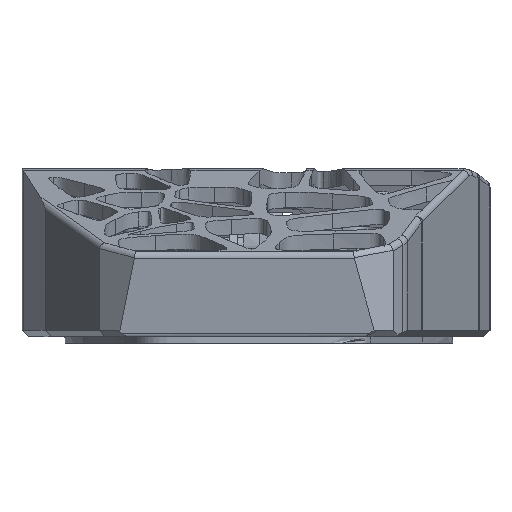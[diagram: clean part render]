
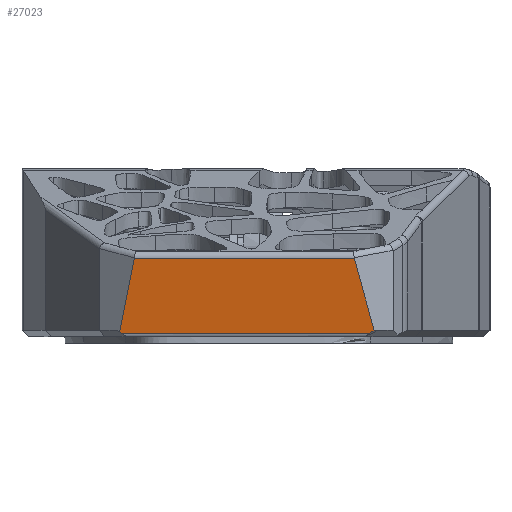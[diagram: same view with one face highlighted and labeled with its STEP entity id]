
A CAD part, front view. The second image highlights one B-rep face of the part: STEP entity #27023.
In plain terms, the highlighted planar face has unit normal (0, -0.985, -0.172).
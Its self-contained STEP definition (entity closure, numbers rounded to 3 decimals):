
#1775=PLANE('',#28704);
#4360=LINE('',#50623,#7196);
#4399=LINE('',#50743,#7235);
#4402=LINE('',#50748,#7238);
#4403=LINE('',#50751,#7239);
#4404=LINE('',#50753,#7240);
#4405=LINE('',#50754,#7241);
#7196=VECTOR('',#34174,10.);
#7235=VECTOR('',#34285,10.);
#7238=VECTOR('',#34290,10.);
#7239=VECTOR('',#34293,1.);
#7240=VECTOR('',#34294,10.);
#7241=VECTOR('',#34295,10.);
#9015=FACE_OUTER_BOUND('',#10576,.T.);
#10576=EDGE_LOOP('',(#24496,#24497,#24498,#24499,#24500,#24501));
#13515=VERTEX_POINT('',#50621);
#13516=VERTEX_POINT('',#50622);
#13538=VERTEX_POINT('',#50735);
#13541=VERTEX_POINT('',#50741);
#13543=VERTEX_POINT('',#50750);
#13544=VERTEX_POINT('',#50752);
#17239=EDGE_CURVE('',#13515,#13516,#4360,.T.);
#17292=EDGE_CURVE('',#13538,#13541,#4399,.T.);
#17295=EDGE_CURVE('',#13538,#13515,#4402,.T.);
#17296=EDGE_CURVE('',#13543,#13541,#4403,.T.);
#17297=EDGE_CURVE('',#13544,#13543,#4404,.T.);
#17298=EDGE_CURVE('',#13516,#13544,#4405,.T.);
#24496=ORIENTED_EDGE('',*,*,#17239,.F.);
#24497=ORIENTED_EDGE('',*,*,#17295,.F.);
#24498=ORIENTED_EDGE('',*,*,#17292,.T.);
#24499=ORIENTED_EDGE('',*,*,#17296,.F.);
#24500=ORIENTED_EDGE('',*,*,#17297,.F.);
#24501=ORIENTED_EDGE('',*,*,#17298,.F.);
#27023=ADVANCED_FACE('',(#9015),#1775,.F.);
#28704=AXIS2_PLACEMENT_3D('',#50749,#34291,#34292);
#34174=DIRECTION('',(1.,0.,0.));
#34285=DIRECTION('',(0.831,0.095,-0.547));
#34290=DIRECTION('',(0.193,-0.169,0.967));
#34291=DIRECTION('center_axis',(0.,0.985,0.172));
#34292=DIRECTION('ref_axis',(0.,-0.172,0.985));
#34293=DIRECTION('',(-1.,0.,0.));
#34294=DIRECTION('',(-0.844,0.092,-0.529));
#34295=DIRECTION('',(0.262,0.166,-0.951));
#50621=CARTESIAN_POINT('',(14.584,-7.26,0.161));
#50622=CARTESIAN_POINT('',(49.203,-7.26,0.161));
#50623=CARTESIAN_POINT('',(0.,-7.26,0.161));
#50735=CARTESIAN_POINT('',(12.282,-5.248,-11.372));
#50741=CARTESIAN_POINT('',(12.655,-5.205,-11.618));
#50743=CARTESIAN_POINT('',(9.041,-5.62,-9.239));
#50748=CARTESIAN_POINT('',(11.615,-4.665,-14.717));
#50749=CARTESIAN_POINT('Origin',(0.,-4.94,-13.14));
#50750=CARTESIAN_POINT('',(51.561,-5.205,-11.618));
#50751=CARTESIAN_POINT('',(22.829,-5.205,-11.618));
#50752=CARTESIAN_POINT('',(52.322,-5.289,-11.14));
#50753=CARTESIAN_POINT('',(34.778,-3.371,-22.134));
#50754=CARTESIAN_POINT('',(50.866,-6.209,-5.863));
